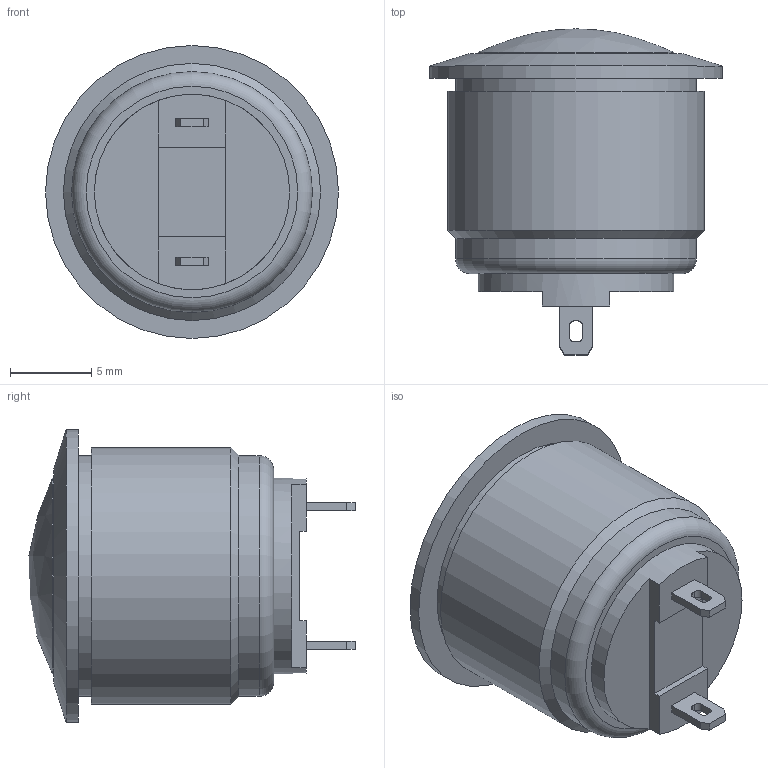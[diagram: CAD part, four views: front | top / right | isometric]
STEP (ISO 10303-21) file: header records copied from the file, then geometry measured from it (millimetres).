
FILE_DESCRIPTION((' '),'2;1');
FILE_NAME('PV2S240xx.stp','2017-08-03T11:07:05',(' '),(' '),' ','ACIS',' ');
FILE_SCHEMA(('CONFIG_CONTROL_DESIGN'));
Length unit declared in the file: inch
Products named in the file (1): PV2S240xx.stp
Bounding box: 18 x 20.04 x 18 mm (x, y, z)
Volume: 1994.4 mm3; surface area: 1782.6 mm2
Topology: 1 solids, 2 shells, 56 faces, 137 edges, 91 vertices
Faces by surface type: plane 37, cylinder 15, cone 2, sphere 1, torus 1
Full cylindrical faces by diameter (mm): 12 x3, 14.8 x2, 15.8 x1, 18 x1
Entity records: 1677 total; most frequent: DIRECTION 272, CARTESIAN_POINT 267, ORIENTED_EDGE 246, EDGE_CURVE 123, AXIS2_PLACEMENT_3D 92, VECTOR 88, LINE 88, VERTEX_POINT 87
